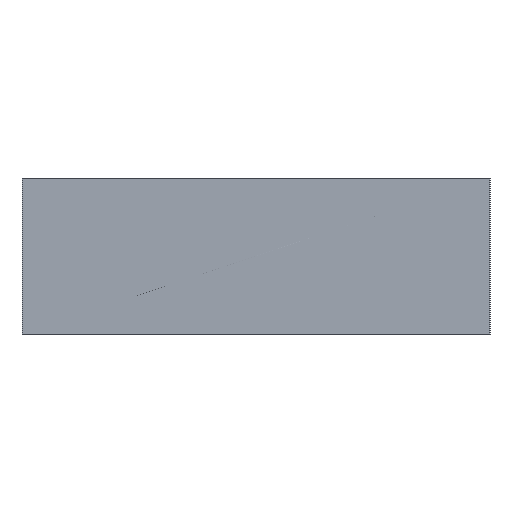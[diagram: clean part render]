
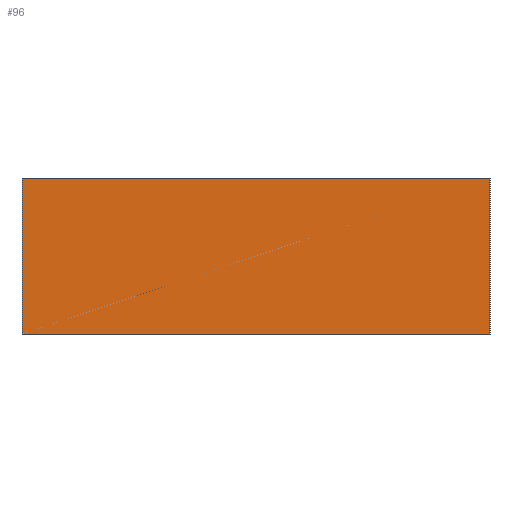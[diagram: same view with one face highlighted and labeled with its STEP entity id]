
A CAD part, left-side view. The second image highlights one B-rep face of the part: STEP entity #96.
In plain terms, the highlighted planar face has unit normal (-1, 0, 0).
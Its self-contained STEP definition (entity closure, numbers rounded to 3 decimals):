
#9 = CARTESIAN_POINT ( 'NONE',  ( 0., 6., 0. ) ) ;
#16 = PLANE ( 'NONE',  #351 ) ;
#26 = ORIENTED_EDGE ( 'NONE', *, *, #98, .T. ) ;
#37 = LINE ( 'NONE', #150, #348 ) ;
#43 = CARTESIAN_POINT ( 'NONE',  ( 0., 0., 2. ) ) ;
#60 = DIRECTION ( 'NONE',  ( 1., 0., 0. ) ) ;
#79 = VERTEX_POINT ( 'NONE', #9 ) ;
#80 = CARTESIAN_POINT ( 'NONE',  ( 0., 6., 2. ) ) ;
#81 = EDGE_CURVE ( 'NONE', #437, #354, #37, .T. ) ;
#89 = EDGE_CURVE ( 'NONE', #206, #437, #124, .T. ) ;
#96 = ADVANCED_FACE ( 'NONE', ( #413 ), #16, .F. ) ;
#98 = EDGE_CURVE ( 'NONE', #206, #79, #386, .T. ) ;
#101 = EDGE_CURVE ( 'NONE', #79, #354, #211, .T. ) ;
#121 = VECTOR ( 'NONE', #144, 1000. ) ;
#124 = LINE ( 'NONE', #393, #139 ) ;
#130 = ORIENTED_EDGE ( 'NONE', *, *, #81, .F. ) ;
#134 = VECTOR ( 'NONE', #318, 1000. ) ;
#137 = ORIENTED_EDGE ( 'NONE', *, *, #89, .F. ) ;
#139 = VECTOR ( 'NONE', #421, 1000. ) ;
#144 = DIRECTION ( 'NONE',  ( 0., -1., 0. ) ) ;
#150 = CARTESIAN_POINT ( 'NONE',  ( 0., 0., 2. ) ) ;
#182 = CARTESIAN_POINT ( 'NONE',  ( 0., 0., 0. ) ) ;
#206 = VERTEX_POINT ( 'NONE', #217 ) ;
#211 = LINE ( 'NONE', #182, #121 ) ;
#217 = CARTESIAN_POINT ( 'NONE',  ( 0., 6., 2. ) ) ;
#222 = ORIENTED_EDGE ( 'NONE', *, *, #101, .T. ) ;
#251 = EDGE_LOOP ( 'NONE', ( #222, #130, #137, #26 ) ) ;
#267 = CARTESIAN_POINT ( 'NONE',  ( 0., 0., 2. ) ) ;
#305 = DIRECTION ( 'NONE',  ( 0., 0., -1. ) ) ;
#318 = DIRECTION ( 'NONE',  ( 0., 0., -1. ) ) ;
#348 = VECTOR ( 'NONE', #361, 1000. ) ;
#351 = AXIS2_PLACEMENT_3D ( 'NONE', #267, #60, #305 ) ;
#354 = VERTEX_POINT ( 'NONE', #395 ) ;
#361 = DIRECTION ( 'NONE',  ( 0., 0., -1. ) ) ;
#386 = LINE ( 'NONE', #80, #134 ) ;
#393 = CARTESIAN_POINT ( 'NONE',  ( 0., 0., 2. ) ) ;
#395 = CARTESIAN_POINT ( 'NONE',  ( 0., 0., 0. ) ) ;
#413 = FACE_OUTER_BOUND ( 'NONE', #251, .T. ) ;
#421 = DIRECTION ( 'NONE',  ( 0., -1., 0. ) ) ;
#437 = VERTEX_POINT ( 'NONE', #43 ) ;
